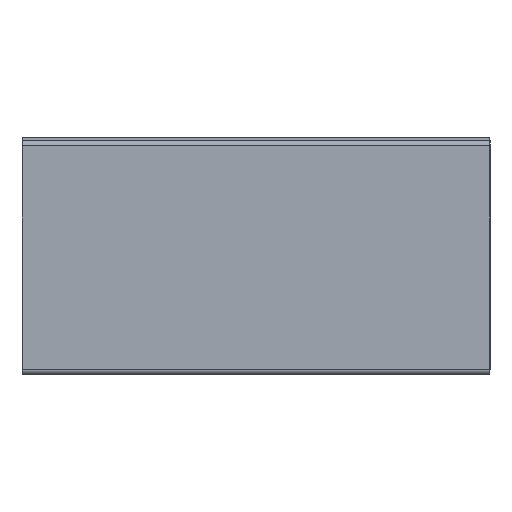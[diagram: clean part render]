
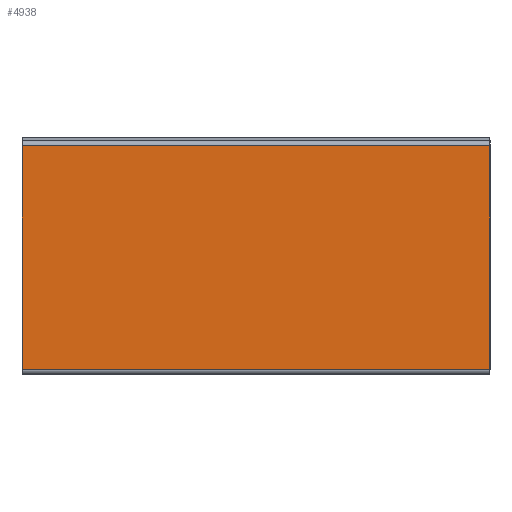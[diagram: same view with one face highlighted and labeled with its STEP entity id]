
A CAD part, left-side view. The second image highlights one B-rep face of the part: STEP entity #4938.
In plain terms, the highlighted planar face has unit normal (-1, 0, 0).
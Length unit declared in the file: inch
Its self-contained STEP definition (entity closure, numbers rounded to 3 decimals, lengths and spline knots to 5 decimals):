
#545 = ORIENTED_EDGE ( 'NONE', *, *, #1356, .T. ) ;
#571 = LINE ( 'NONE', #3259, #1383 ) ;
#684 = VERTEX_POINT ( 'NONE', #2016 ) ;
#836 = VECTOR ( 'NONE', #4932, 39.37008 ) ;
#938 = LINE ( 'NONE', #6191, #4632 ) ;
#1116 = EDGE_CURVE ( 'NONE', #6635, #1946, #571, .T. ) ;
#1229 = PLANE ( 'NONE',  #5504 ) ;
#1356 = EDGE_CURVE ( 'NONE', #1946, #1952, #938, .T. ) ;
#1371 = EDGE_LOOP ( 'NONE', ( #5786, #1634, #2484, #545 ) ) ;
#1383 = VECTOR ( 'NONE', #6332, 39.37008 ) ;
#1426 = CARTESIAN_POINT ( 'NONE',  ( -4., -4., 0.086 ) ) ;
#1634 = ORIENTED_EDGE ( 'NONE', *, *, #3829, .F. ) ;
#1871 = LINE ( 'NONE', #4341, #2709 ) ;
#1946 = VERTEX_POINT ( 'NONE', #5586 ) ;
#1952 = VERTEX_POINT ( 'NONE', #3626 ) ;
#2016 = CARTESIAN_POINT ( 'NONE',  ( -4., 4., 0.086 ) ) ;
#2472 = DIRECTION ( 'NONE',  ( 0., 1., 0. ) ) ;
#2484 = ORIENTED_EDGE ( 'NONE', *, *, #1116, .T. ) ;
#2709 = VECTOR ( 'NONE', #3934, 39.37008 ) ;
#3063 = DIRECTION ( 'NONE',  ( -1., 0., 0. ) ) ;
#3259 = CARTESIAN_POINT ( 'NONE',  ( -4., -4., 0.057 ) ) ;
#3299 = CARTESIAN_POINT ( 'NONE',  ( -4., 4., 0.047 ) ) ;
#3445 = LINE ( 'NONE', #4652, #836 ) ;
#3626 = CARTESIAN_POINT ( 'NONE',  ( -4., 4., 3.914 ) ) ;
#3829 = EDGE_CURVE ( 'NONE', #6635, #684, #3445, .T. ) ;
#3934 = DIRECTION ( 'NONE',  ( 0., 0., -1. ) ) ;
#4341 = CARTESIAN_POINT ( 'NONE',  ( -4., 4., 0.057 ) ) ;
#4551 = DIRECTION ( 'NONE',  ( 0., 0., 1. ) ) ;
#4632 = VECTOR ( 'NONE', #2472, 39.37008 ) ;
#4652 = CARTESIAN_POINT ( 'NONE',  ( -4., -4., 0.086 ) ) ;
#4932 = DIRECTION ( 'NONE',  ( 0., 1., 0. ) ) ;
#4938 = ADVANCED_FACE ( 'NONE', ( #5871 ), #1229, .T. ) ;
#5194 = EDGE_CURVE ( 'NONE', #1952, #684, #1871, .T. ) ;
#5504 = AXIS2_PLACEMENT_3D ( 'NONE', #3299, #3063, #4551 ) ;
#5586 = CARTESIAN_POINT ( 'NONE',  ( -4., -4., 3.914 ) ) ;
#5786 = ORIENTED_EDGE ( 'NONE', *, *, #5194, .T. ) ;
#5871 = FACE_OUTER_BOUND ( 'NONE', #1371, .T. ) ;
#6191 = CARTESIAN_POINT ( 'NONE',  ( -4., 4., 3.914 ) ) ;
#6332 = DIRECTION ( 'NONE',  ( 0., 0., 1. ) ) ;
#6635 = VERTEX_POINT ( 'NONE', #1426 ) ;
